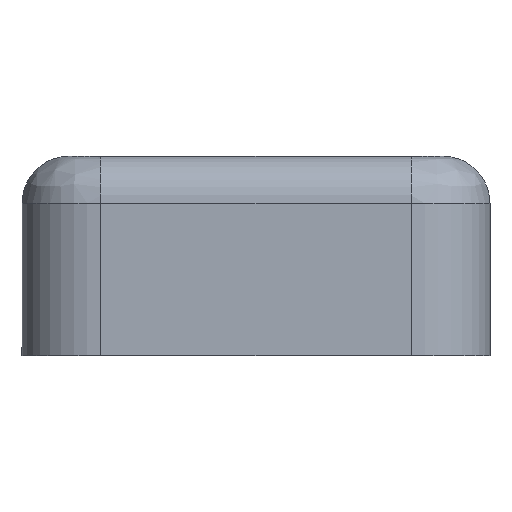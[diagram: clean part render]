
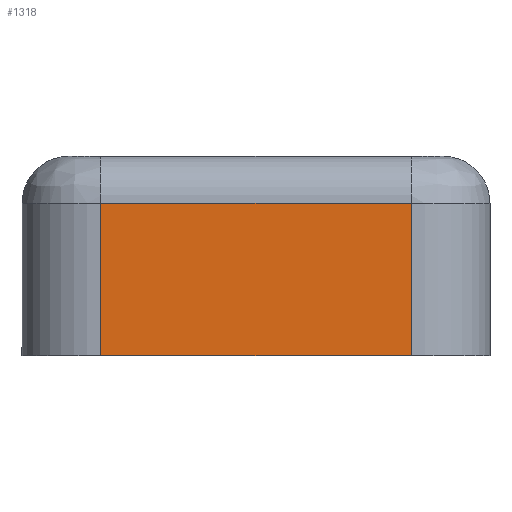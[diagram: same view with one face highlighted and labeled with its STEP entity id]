
A CAD part, front view. The second image highlights one B-rep face of the part: STEP entity #1318.
In plain terms, the highlighted planar face has unit normal (0, -1, 0).
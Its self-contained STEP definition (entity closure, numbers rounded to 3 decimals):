
#48=PLANE('',#1469);
#99=FACE_OUTER_BOUND('',#183,.T.);
#183=EDGE_LOOP('',(#1030,#1031,#1032,#1033));
#273=LINE('',#2139,#379);
#291=LINE('',#2241,#397);
#293=LINE('',#2256,#399);
#294=LINE('',#2257,#400);
#379=VECTOR('',#1702,1000.);
#397=VECTOR('',#1780,1000.);
#399=VECTOR('',#1788,1000.);
#400=VECTOR('',#1789,1000.);
#590=VERTEX_POINT('',#2094);
#604=VERTEX_POINT('',#2133);
#622=VERTEX_POINT('',#2238);
#624=VERTEX_POINT('',#2255);
#740=EDGE_CURVE('',#590,#604,#273,.T.);
#775=EDGE_CURVE('',#622,#604,#291,.T.);
#779=EDGE_CURVE('',#624,#622,#293,.T.);
#780=EDGE_CURVE('',#624,#590,#294,.T.);
#1030=ORIENTED_EDGE('',*,*,#740,.T.);
#1031=ORIENTED_EDGE('',*,*,#775,.F.);
#1032=ORIENTED_EDGE('',*,*,#779,.F.);
#1033=ORIENTED_EDGE('',*,*,#780,.T.);
#1318=ADVANCED_FACE('',(#99),#48,.T.);
#1469=AXIS2_PLACEMENT_3D('',#2254,#1786,#1787);
#1702=DIRECTION('',(1.,0.,0.));
#1780=DIRECTION('',(0.,0.,-1.));
#1786=DIRECTION('center_axis',(0.,-1.,0.));
#1787=DIRECTION('ref_axis',(0.,0.,
-1.));
#1788=DIRECTION('',(1.,0.,0.));
#1789=DIRECTION('',(0.,0.,-1.));
#2094=CARTESIAN_POINT('',(-2.95,-12.15,0.));
#2133=CARTESIAN_POINT('',(2.95,-12.15,0.));
#2139=CARTESIAN_POINT('',(-2.95,-12.15,0.));
#2238=CARTESIAN_POINT('',(2.95,-12.15,2.9));
#2241=CARTESIAN_POINT('',(2.95,-12.15,3.8));
#2254=CARTESIAN_POINT('Origin',(-2.95,-12.15,3.8));
#2255=CARTESIAN_POINT('',(-2.95,-12.15,2.9));
#2256=CARTESIAN_POINT('',(-2.95,-12.15,2.9));
#2257=CARTESIAN_POINT('',(-2.95,-12.15,3.8));
